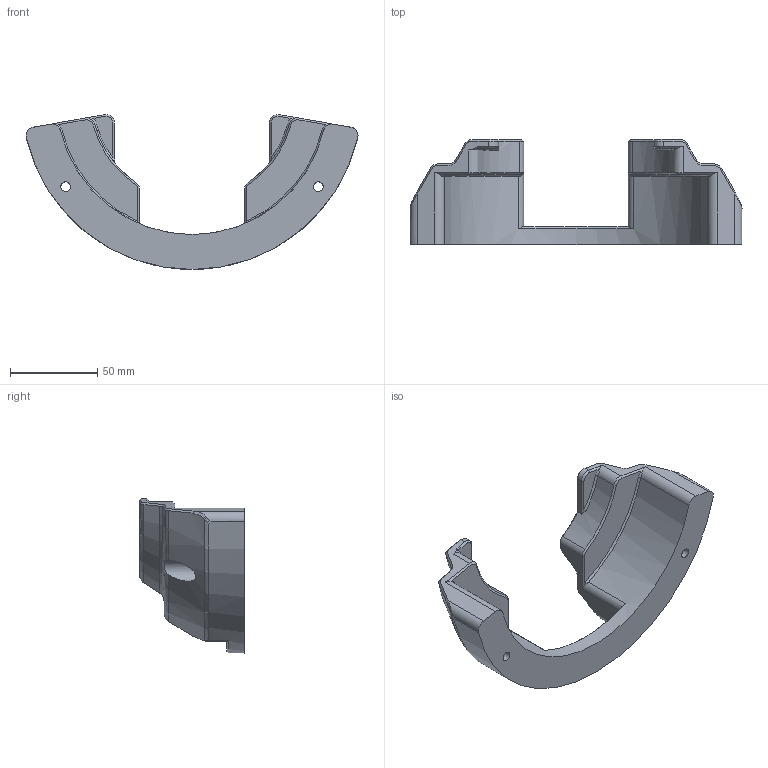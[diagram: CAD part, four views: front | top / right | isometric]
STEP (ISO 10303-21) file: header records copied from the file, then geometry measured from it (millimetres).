
FILE_DESCRIPTION(/* description */ ('','CAx-IF Rec.Pracs.---Representation and Presentation of Product Manufacturing Information (PMI)---4.0---2014-10-13'),/* implementation_level */ '2;1');
FILE_NAME(/* name */ 'Bosch GEX 40-150 Halter.step',/* time_stamp */ '2025-02-20T09:15:55+01:00',/* author */ (''),/* organization */ (''),/* preprocessor_version */ 'ST-DEVELOPER v20',/* originating_system */ 'Autodesk Translation Framework v13.20.0.188',/* authorisation */ '');
FILE_SCHEMA (('AP242_MANAGED_MODEL_BASED_3D_ENGINEERING_MIM_LF { 1 0 10303 442 1 1 4 }'));
Length unit declared in the file: millimetre
Products named in the file (1): Bosch GEX 40-150 Halter
Bounding box: 190.17 x 60 x 88.72 mm (x, y, z)
Volume: 172197 mm3; surface area: 37705.9 mm2
Topology: 1 solids, 1 shells, 160 faces, 414 edges, 256 vertices
Faces by surface type: bspline 62, plane 36, cone 32, cylinder 22, torus 8
Full cylindrical faces by diameter (mm): 5.5 x2, 12 x2
Entity records: 7319 total; most frequent: CARTESIAN_POINT 3831, ORIENTED_EDGE 828, DIRECTION 548, EDGE_CURVE 414, VERTEX_POINT 256, AXIS2_PLACEMENT_3D 193, EDGE_LOOP 164, LINE 162
